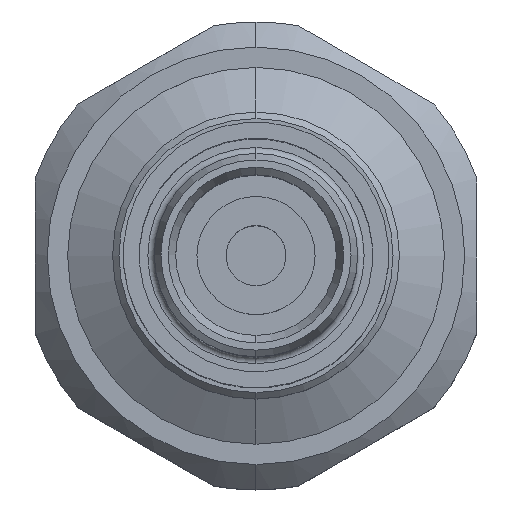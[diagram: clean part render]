
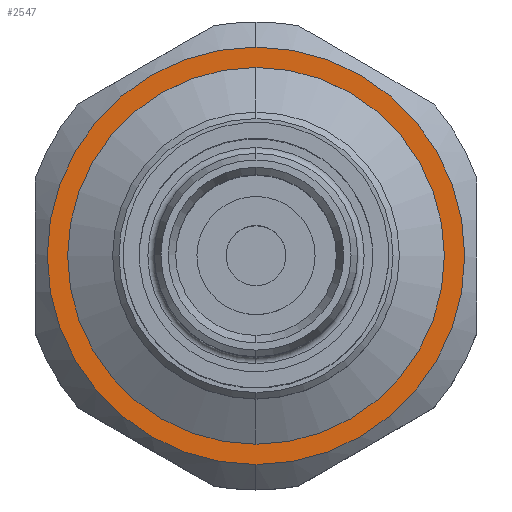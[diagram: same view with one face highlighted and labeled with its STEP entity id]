
A CAD part, top view. The second image highlights one B-rep face of the part: STEP entity #2547.
In plain terms, the highlighted planar face has unit normal (0, 0, 1).
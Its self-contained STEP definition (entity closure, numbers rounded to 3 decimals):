
#20 = DIRECTION ( 'NONE',  ( 0., -1., 0. ) ) ;
#108 = VERTEX_POINT ( 'NONE', #1666 ) ;
#372 = AXIS2_PLACEMENT_3D ( 'NONE', #1959, #873, #901 ) ;
#532 = CIRCLE ( 'NONE', #2694, 9.75 ) ;
#664 = EDGE_CURVE ( 'NONE', #3107, #1093, #532, .T. ) ;
#771 = EDGE_CURVE ( 'NONE', #1093, #3107, #2207, .T. ) ;
#873 = DIRECTION ( 'NONE',  ( 0., 0., 1. ) ) ;
#901 = DIRECTION ( 'NONE',  ( 0., -1., 0. ) ) ;
#939 = DIRECTION ( 'NONE',  ( 0., -1., 0. ) ) ;
#1021 = DIRECTION ( 'NONE',  ( 0., -1., 0. ) ) ;
#1093 = VERTEX_POINT ( 'NONE', #1325 ) ;
#1133 = DIRECTION ( 'NONE',  ( 0., -1., 0. ) ) ;
#1194 = CARTESIAN_POINT ( 'NONE',  ( 0., 8.8, 0. ) ) ;
#1306 = EDGE_LOOP ( 'NONE', ( #2383, #2622 ) ) ;
#1325 = CARTESIAN_POINT ( 'NONE',  ( 0., -9.75, 0. ) ) ;
#1353 = EDGE_LOOP ( 'NONE', ( #2393, #3487 ) ) ;
#1419 = DIRECTION ( 'NONE',  ( 0., 0., 1. ) ) ;
#1538 = DIRECTION ( 'NONE',  ( 0., 0., 1. ) ) ;
#1649 = CARTESIAN_POINT ( 'NONE',  ( 0., 0., 0. ) ) ;
#1666 = CARTESIAN_POINT ( 'NONE',  ( 0., -8.8, 0. ) ) ;
#1692 = EDGE_CURVE ( 'NONE', #108, #2861, #2783, .T. ) ;
#1780 = FACE_BOUND ( 'NONE', #1353, .T. ) ;
#1890 = AXIS2_PLACEMENT_3D ( 'NONE', #1649, #1419, #20 ) ;
#1945 = EDGE_CURVE ( 'NONE', #2861, #108, #3564, .T. ) ;
#1959 = CARTESIAN_POINT ( 'NONE',  ( 0., 0., 0. ) ) ;
#2042 = CARTESIAN_POINT ( 'NONE',  ( 0., 9.75, 0. ) ) ;
#2203 = DIRECTION ( 'NONE',  ( 0., 0., 1. ) ) ;
#2207 = CIRCLE ( 'NONE', #3460, 9.75 ) ;
#2313 = CARTESIAN_POINT ( 'NONE',  ( 0., 0., 0. ) ) ;
#2326 = PLANE ( 'NONE',  #3459 ) ;
#2383 = ORIENTED_EDGE ( 'NONE', *, *, #664, .T. ) ;
#2393 = ORIENTED_EDGE ( 'NONE', *, *, #1692, .F. ) ;
#2547 = ADVANCED_FACE ( 'NONE', ( #1780, #3224 ), #2326, .T. ) ;
#2575 = DIRECTION ( 'NONE',  ( 0., 0., 1. ) ) ;
#2622 = ORIENTED_EDGE ( 'NONE', *, *, #771, .T. ) ;
#2694 = AXIS2_PLACEMENT_3D ( 'NONE', #2313, #2575, #939 ) ;
#2783 = CIRCLE ( 'NONE', #1890, 8.8 ) ;
#2861 = VERTEX_POINT ( 'NONE', #1194 ) ;
#2868 = CARTESIAN_POINT ( 'NONE',  ( 0., 0., 0. ) ) ;
#2964 = CARTESIAN_POINT ( 'NONE',  ( 0., 0., 0. ) ) ;
#3107 = VERTEX_POINT ( 'NONE', #2042 ) ;
#3224 = FACE_OUTER_BOUND ( 'NONE', #1306, .T. ) ;
#3459 = AXIS2_PLACEMENT_3D ( 'NONE', #2868, #1538, #1021 ) ;
#3460 = AXIS2_PLACEMENT_3D ( 'NONE', #2964, #2203, #1133 ) ;
#3487 = ORIENTED_EDGE ( 'NONE', *, *, #1945, .F. ) ;
#3564 = CIRCLE ( 'NONE', #372, 8.8 ) ;
